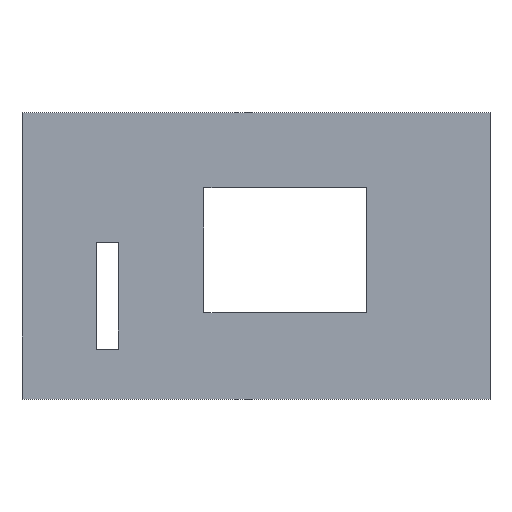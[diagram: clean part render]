
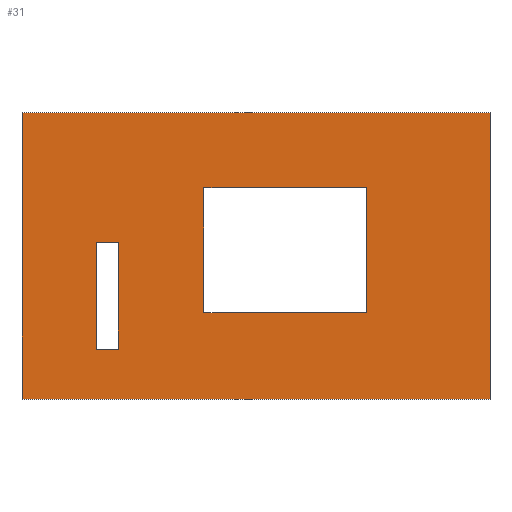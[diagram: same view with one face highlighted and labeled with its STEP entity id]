
A CAD part, top view. The second image highlights one B-rep face of the part: STEP entity #31.
In plain terms, the highlighted planar face has unit normal (0, 0, 1).
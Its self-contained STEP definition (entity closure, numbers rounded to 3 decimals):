
#16=FACE_BOUND('',#62,.T.);
#17=FACE_BOUND('',#63,.T.);
#31=ADVANCED_FACE('',(#45,#16,#17),#245,.T.);
#45=FACE_OUTER_BOUND('',#61,.T.);
#61=EDGE_LOOP('',(#124,#125,#126,#127));
#62=EDGE_LOOP('',(#128,#129,#130,#131));
#63=EDGE_LOOP('',(#132,#133,#134,#135));
#124=ORIENTED_EDGE('',*,*,#138,.T.);
#125=ORIENTED_EDGE('',*,*,#142,.T.);
#126=ORIENTED_EDGE('',*,*,#145,.T.);
#127=ORIENTED_EDGE('',*,*,#147,.T.);
#128=ORIENTED_EDGE('',*,*,#150,.T.);
#129=ORIENTED_EDGE('',*,*,#154,.T.);
#130=ORIENTED_EDGE('',*,*,#157,.T.);
#131=ORIENTED_EDGE('',*,*,#159,.T.);
#132=ORIENTED_EDGE('',*,*,#162,.T.);
#133=ORIENTED_EDGE('',*,*,#166,.T.);
#134=ORIENTED_EDGE('',*,*,#169,.T.);
#135=ORIENTED_EDGE('',*,*,#171,.T.);
#138=EDGE_CURVE('',#211,#210,#174,.T.);
#142=EDGE_CURVE('',#210,#213,#178,.T.);
#145=EDGE_CURVE('',#213,#215,#181,.T.);
#147=EDGE_CURVE('',#215,#211,#183,.T.);
#150=EDGE_CURVE('',#219,#218,#186,.T.);
#154=EDGE_CURVE('',#218,#221,#190,.T.);
#157=EDGE_CURVE('',#221,#223,#193,.T.);
#159=EDGE_CURVE('',#223,#219,#195,.T.);
#162=EDGE_CURVE('',#227,#226,#198,.T.);
#166=EDGE_CURVE('',#226,#229,#202,.T.);
#169=EDGE_CURVE('',#229,#231,#205,.T.);
#171=EDGE_CURVE('',#231,#227,#207,.T.);
#174=B_SPLINE_CURVE_WITH_KNOTS('',1,(#410,#411),.UNSPECIFIED.,.F.,.F.,(2,
2),(0.,423.488),.UNSPECIFIED.);
#178=B_SPLINE_CURVE_WITH_KNOTS('',1,(#418,#419),.UNSPECIFIED.,.F.,.F.,(2,
2),(423.488,682.361),.UNSPECIFIED.);
#181=B_SPLINE_CURVE_WITH_KNOTS('',1,(#424,#425),.UNSPECIFIED.,.F.,.F.,(2,
2),(682.361,1105.848),.UNSPECIFIED.);
#183=B_SPLINE_CURVE_WITH_KNOTS('',1,(#428,#429),.UNSPECIFIED.,.F.,.F.,(2,
2),(1105.848,1364.721),.UNSPECIFIED.);
#186=B_SPLINE_CURVE_WITH_KNOTS('',1,(#434,#435),.UNSPECIFIED.,.F.,.F.,(2,
2),(1364.721,1461.291),.UNSPECIFIED.);
#190=B_SPLINE_CURVE_WITH_KNOTS('',1,(#442,#443),.UNSPECIFIED.,.F.,.F.,(2,
2),(1461.291,1481.351),.UNSPECIFIED.);
#193=B_SPLINE_CURVE_WITH_KNOTS('',1,(#448,#449),.UNSPECIFIED.,.F.,.F.,(2,
2),(1481.351,1577.92),.UNSPECIFIED.);
#195=B_SPLINE_CURVE_WITH_KNOTS('',1,(#452,#453),.UNSPECIFIED.,.F.,.F.,(2,
2),(1577.92,1597.98),.UNSPECIFIED.);
#198=B_SPLINE_CURVE_WITH_KNOTS('',1,(#458,#459),.UNSPECIFIED.,.F.,.F.,(2,
2),(1597.98,1710.878),.UNSPECIFIED.);
#202=B_SPLINE_CURVE_WITH_KNOTS('',1,(#466,#467),.UNSPECIFIED.,.F.,.F.,(2,
2),(1710.878,1858.297),.UNSPECIFIED.);
#205=B_SPLINE_CURVE_WITH_KNOTS('',1,(#472,#473),.UNSPECIFIED.,.F.,.F.,(2,
2),(1858.297,1971.194),.UNSPECIFIED.);
#207=B_SPLINE_CURVE_WITH_KNOTS('',1,(#476,#477),.UNSPECIFIED.,.F.,.F.,(2,
2),(1971.194,2118.614),.UNSPECIFIED.);
#210=VERTEX_POINT('',#384);
#211=VERTEX_POINT('',#385);
#213=VERTEX_POINT('',#387);
#215=VERTEX_POINT('',#389);
#218=VERTEX_POINT('',#392);
#219=VERTEX_POINT('',#393);
#221=VERTEX_POINT('',#395);
#223=VERTEX_POINT('',#397);
#226=VERTEX_POINT('',#400);
#227=VERTEX_POINT('',#401);
#229=VERTEX_POINT('',#403);
#231=VERTEX_POINT('',#405);
#245=PLANE('',#347);
#347=AXIS2_PLACEMENT_3D('',#381,#364,$);
#364=DIRECTION('',(0.,0.,1.));
#381=CARTESIAN_POINT('',(29.603,30.109,24.));
#384=CARTESIAN_POINT('',(453.09,30.109,24.));
#385=CARTESIAN_POINT('',(29.603,30.109,24.));
#387=CARTESIAN_POINT('',(453.09,288.982,24.));
#389=CARTESIAN_POINT('',(29.603,288.982,24.));
#392=CARTESIAN_POINT('',(96.752,171.824,24.));
#393=CARTESIAN_POINT('',(96.752,75.255,24.));
#395=CARTESIAN_POINT('',(116.812,171.824,24.));
#397=CARTESIAN_POINT('',(116.812,75.255,24.));
#400=CARTESIAN_POINT('',(194.254,221.275,24.));
#401=CARTESIAN_POINT('',(194.254,108.378,24.));
#403=CARTESIAN_POINT('',(341.674,221.275,24.));
#405=CARTESIAN_POINT('',(341.674,108.378,24.));
#410=CARTESIAN_POINT('',(29.603,30.109,24.));
#411=CARTESIAN_POINT('',(453.09,30.109,24.));
#418=CARTESIAN_POINT('',(453.09,30.109,24.));
#419=CARTESIAN_POINT('',(453.09,288.982,24.));
#424=CARTESIAN_POINT('',(453.09,288.982,24.));
#425=CARTESIAN_POINT('',(29.603,288.982,24.));
#428=CARTESIAN_POINT('',(29.603,288.982,24.));
#429=CARTESIAN_POINT('',(29.603,30.109,24.));
#434=CARTESIAN_POINT('',(96.752,75.255,24.));
#435=CARTESIAN_POINT('',(96.752,171.824,24.));
#442=CARTESIAN_POINT('',(96.752,171.824,24.));
#443=CARTESIAN_POINT('',(116.812,171.824,24.));
#448=CARTESIAN_POINT('',(116.812,171.824,24.));
#449=CARTESIAN_POINT('',(116.812,75.255,24.));
#452=CARTESIAN_POINT('',(116.812,75.255,24.));
#453=CARTESIAN_POINT('',(96.752,75.255,24.));
#458=CARTESIAN_POINT('',(194.254,108.378,24.));
#459=CARTESIAN_POINT('',(194.254,221.275,24.));
#466=CARTESIAN_POINT('',(194.254,221.275,24.));
#467=CARTESIAN_POINT('',(341.674,221.275,24.));
#472=CARTESIAN_POINT('',(341.674,221.275,24.));
#473=CARTESIAN_POINT('',(341.674,108.378,24.));
#476=CARTESIAN_POINT('',(341.674,108.378,24.));
#477=CARTESIAN_POINT('',(194.254,108.378,24.));
